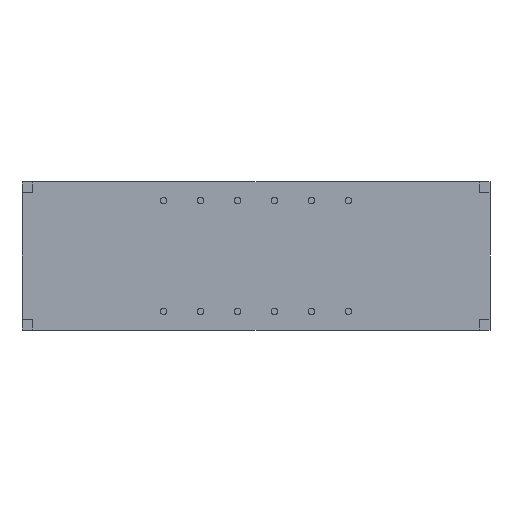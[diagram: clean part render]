
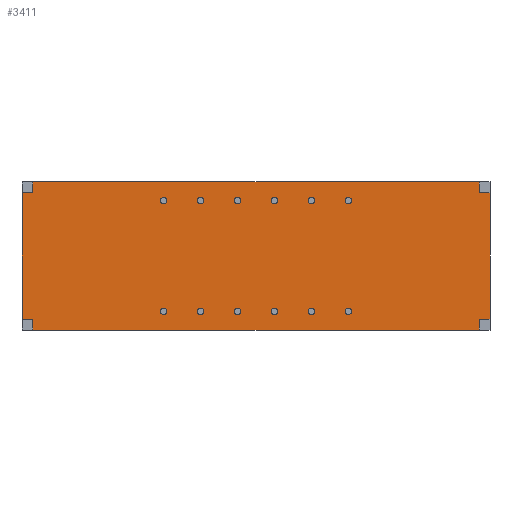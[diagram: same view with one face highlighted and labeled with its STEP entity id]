
A CAD part, front view. The second image highlights one B-rep face of the part: STEP entity #3411.
In plain terms, the highlighted planar face has unit normal (0, -1, 0).
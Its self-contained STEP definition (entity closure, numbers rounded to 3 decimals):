
#2448 = VERTEX_POINT('',#2449);
#2449 = CARTESIAN_POINT('',(15.35,0.5,-5.1));
#2457 = EDGE_CURVE('',#2458,#2448,#2460,.T.);
#2458 = VERTEX_POINT('',#2459);
#2459 = CARTESIAN_POINT('',(-15.35,0.5,-5.1));
#2460 = LINE('',#2461,#2462);
#2461 = CARTESIAN_POINT('',(-16.1,0.5,-5.1));
#2462 = VECTOR('',#2463,1.);
#2463 = DIRECTION('',(1.,0.,-0.));
#2520 = VERTEX_POINT('',#2521);
#2521 = CARTESIAN_POINT('',(-16.1,0.5,-4.35));
#2529 = EDGE_CURVE('',#2530,#2520,#2532,.T.);
#2530 = VERTEX_POINT('',#2531);
#2531 = CARTESIAN_POINT('',(-16.1,0.5,4.35));
#2532 = LINE('',#2533,#2534);
#2533 = CARTESIAN_POINT('',(-16.1,0.5,5.1));
#2534 = VECTOR('',#2535,1.);
#2535 = DIRECTION('',(0.,0.,-1.));
#2583 = VERTEX_POINT('',#2584);
#2584 = CARTESIAN_POINT('',(-15.35,0.5,5.1));
#2592 = EDGE_CURVE('',#2593,#2583,#2595,.T.);
#2593 = VERTEX_POINT('',#2594);
#2594 = CARTESIAN_POINT('',(15.35,0.5,5.1));
#2595 = LINE('',#2596,#2597);
#2596 = CARTESIAN_POINT('',(-16.1,0.5,5.1));
#2597 = VECTOR('',#2598,1.);
#2598 = DIRECTION('',(-1.,0.,0.));
#2756 = VERTEX_POINT('',#2757);
#2757 = CARTESIAN_POINT('',(16.1,0.5,4.35));
#2763 = EDGE_CURVE('',#2764,#2756,#2766,.T.);
#2764 = VERTEX_POINT('',#2765);
#2765 = CARTESIAN_POINT('',(16.1,0.5,-4.35));
#2766 = LINE('',#2767,#2768);
#2767 = CARTESIAN_POINT('',(16.1,0.5,5.1));
#2768 = VECTOR('',#2769,1.);
#2769 = DIRECTION('',(0.,0.,1.));
#3411 = ADVANCED_FACE('',(#3412),#3474,.T.);
#3412 = FACE_BOUND('',#3413,.T.);
#3413 = EDGE_LOOP('',(#3414,#3415,#3423,#3429,#3430,#3438,#3444,#3445,
    #3453,#3459,#3460,#3468));
#3414 = ORIENTED_EDGE('',*,*,#2763,.T.);
#3415 = ORIENTED_EDGE('',*,*,#3416,.F.);
#3416 = EDGE_CURVE('',#3417,#2756,#3419,.T.);
#3417 = VERTEX_POINT('',#3418);
#3418 = CARTESIAN_POINT('',(15.35,0.5,4.35));
#3419 = LINE('',#3420,#3421);
#3420 = CARTESIAN_POINT('',(16.1,0.5,4.35));
#3421 = VECTOR('',#3422,1.);
#3422 = DIRECTION('',(1.,-0.,-0.));
#3423 = ORIENTED_EDGE('',*,*,#3424,.F.);
#3424 = EDGE_CURVE('',#2593,#3417,#3425,.T.);
#3425 = LINE('',#3426,#3427);
#3426 = CARTESIAN_POINT('',(15.35,0.5,5.1));
#3427 = VECTOR('',#3428,1.);
#3428 = DIRECTION('',(0.,0.,-1.));
#3429 = ORIENTED_EDGE('',*,*,#2592,.T.);
#3430 = ORIENTED_EDGE('',*,*,#3431,.F.);
#3431 = EDGE_CURVE('',#3432,#2583,#3434,.T.);
#3432 = VERTEX_POINT('',#3433);
#3433 = CARTESIAN_POINT('',(-15.35,0.5,4.35));
#3434 = LINE('',#3435,#3436);
#3435 = CARTESIAN_POINT('',(-15.35,0.5,5.1));
#3436 = VECTOR('',#3437,1.);
#3437 = DIRECTION('',(-0.,-0.,1.));
#3438 = ORIENTED_EDGE('',*,*,#3439,.F.);
#3439 = EDGE_CURVE('',#2530,#3432,#3440,.T.);
#3440 = LINE('',#3441,#3442);
#3441 = CARTESIAN_POINT('',(-16.1,0.5,4.35));
#3442 = VECTOR('',#3443,1.);
#3443 = DIRECTION('',(1.,0.,0.));
#3444 = ORIENTED_EDGE('',*,*,#2529,.T.);
#3445 = ORIENTED_EDGE('',*,*,#3446,.F.);
#3446 = EDGE_CURVE('',#3447,#2520,#3449,.T.);
#3447 = VERTEX_POINT('',#3448);
#3448 = CARTESIAN_POINT('',(-15.35,0.5,-4.35));
#3449 = LINE('',#3450,#3451);
#3450 = CARTESIAN_POINT('',(-16.1,0.5,-4.35));
#3451 = VECTOR('',#3452,1.);
#3452 = DIRECTION('',(-1.,-0.,-0.));
#3453 = ORIENTED_EDGE('',*,*,#3454,.F.);
#3454 = EDGE_CURVE('',#2458,#3447,#3455,.T.);
#3455 = LINE('',#3456,#3457);
#3456 = CARTESIAN_POINT('',(-15.35,0.5,-5.1));
#3457 = VECTOR('',#3458,1.);
#3458 = DIRECTION('',(0.,0.,1.));
#3459 = ORIENTED_EDGE('',*,*,#2457,.T.);
#3460 = ORIENTED_EDGE('',*,*,#3461,.F.);
#3461 = EDGE_CURVE('',#3462,#2448,#3464,.T.);
#3462 = VERTEX_POINT('',#3463);
#3463 = CARTESIAN_POINT('',(15.35,0.5,-4.35));
#3464 = LINE('',#3465,#3466);
#3465 = CARTESIAN_POINT('',(15.35,0.5,-5.1));
#3466 = VECTOR('',#3467,1.);
#3467 = DIRECTION('',(-0.,-0.,-1.));
#3468 = ORIENTED_EDGE('',*,*,#3469,.F.);
#3469 = EDGE_CURVE('',#2764,#3462,#3470,.T.);
#3470 = LINE('',#3471,#3472);
#3471 = CARTESIAN_POINT('',(16.1,0.5,-4.35));
#3472 = VECTOR('',#3473,1.);
#3473 = DIRECTION('',(-1.,0.,0.));
#3474 = PLANE('',#3475);
#3475 = AXIS2_PLACEMENT_3D('',#3476,#3477,#3478);
#3476 = CARTESIAN_POINT('',(0.,0.5,0.));
#3477 = DIRECTION('',(0.,-1.,0.));
#3478 = DIRECTION('',(0.,-0.,-1.));
